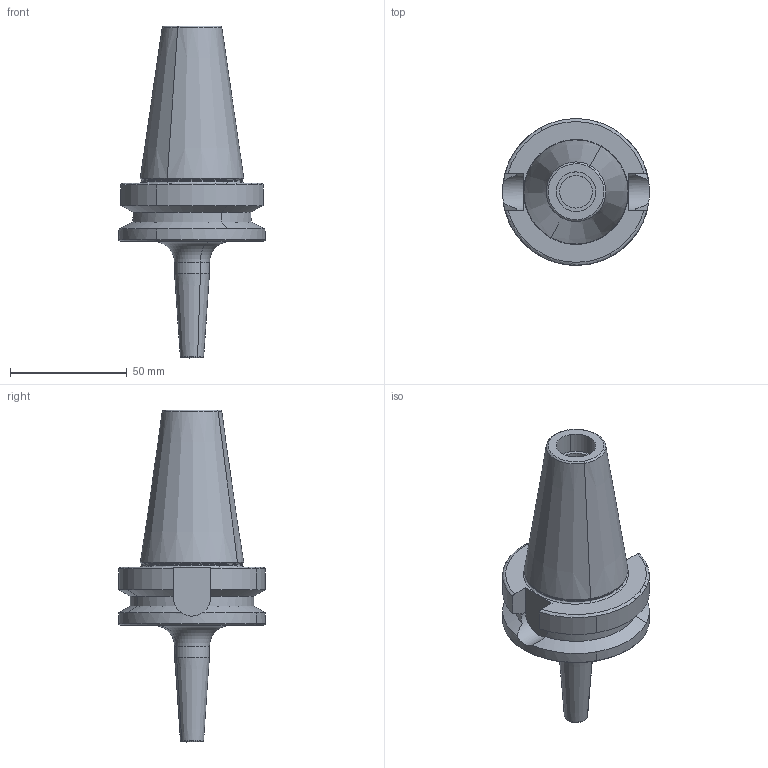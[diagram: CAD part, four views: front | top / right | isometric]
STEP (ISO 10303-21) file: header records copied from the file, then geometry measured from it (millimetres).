
FILE_DESCRIPTION(('CATIA V5 STEP','CAx-IF Rec.Pracs.--- Model Styling and Organization---1.2---2011-12-15'),'2;1');
FILE_NAME('4504579-L-M.stp','2015-05-28T11:18:28+00:00',('none'),('none'),'CATIA Version 5 Release 21 SP 5 (IN-10)','CATIA V5 STEP AP214','none');
FILE_SCHEMA(('AUTOMOTIVE_DESIGN { 1 0 10303 214 1 1 1 1 }'));
Length unit declared in the file: millimetre
Products named in the file (1): BT40 SRK 5X50
Bounding box: 63 x 63 x 142.4 mm (x, y, z)
Volume: 134595.6 mm3; surface area: 22628 mm2
Topology: 1 solids, 1 shells, 67 faces, 156 edges, 96 vertices
Faces by surface type: cylinder 22, torus 16, cone 16, plane 13
Entity records: 1952 total; most frequent: CARTESIAN_POINT 513, ORIENTED_EDGE 312, DIRECTION 240, EDGE_CURVE 156, AXIS2_PLACEMENT_3D 136, VERTEX_POINT 96, CIRCLE 80, EDGE_LOOP 72
